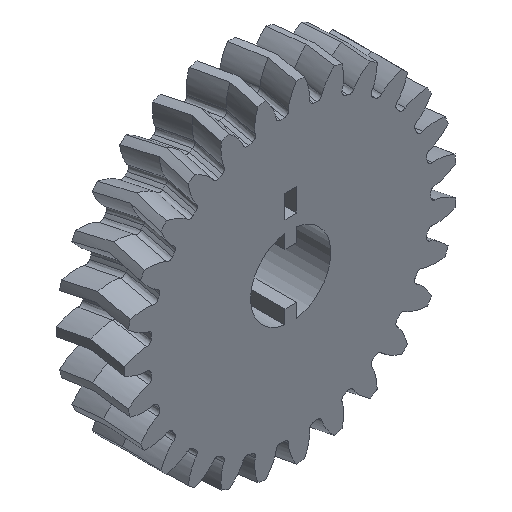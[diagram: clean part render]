
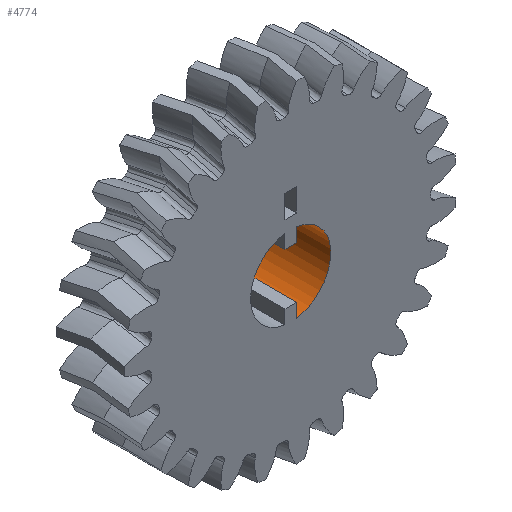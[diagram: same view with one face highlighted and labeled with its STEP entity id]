
A CAD part, isometric view. The second image highlights one B-rep face of the part: STEP entity #4774.
In plain terms, the highlighted cylindrical face has radius 3.5 mm (diameter 7 mm), a partial arc.
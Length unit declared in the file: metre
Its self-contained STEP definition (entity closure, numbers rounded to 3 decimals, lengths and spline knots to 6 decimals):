
#553=CYLINDRICAL_SURFACE('',#5210,0.0035);
#809=LINE('',#8299,#841);
#810=LINE('',#8301,#842);
#841=VECTOR('',#5736,1.);
#842=VECTOR('',#5737,1.);
#1039=ORIENTED_EDGE('',*,*,#2676,.F.);
#1040=ORIENTED_EDGE('',*,*,#2499,.T.);
#1041=ORIENTED_EDGE('',*,*,#2677,.T.);
#1042=ORIENTED_EDGE('',*,*,#2678,.F.);
#2499=EDGE_CURVE('',#3318,#3319,#3828,.T.);
#2676=EDGE_CURVE('',#3318,#3494,#809,.T.);
#2677=EDGE_CURVE('',#3319,#3495,#810,.T.);
#2678=EDGE_CURVE('',#3494,#3495,#3939,.T.);
#3318=VERTEX_POINT('',#6325);
#3319=VERTEX_POINT('',#6326);
#3494=VERTEX_POINT('',#8300);
#3495=VERTEX_POINT('',#8302);
#3828=CIRCLE('',#5098,0.0035);
#3939=CIRCLE('',#5211,0.0035);
#4133=EDGE_LOOP('',(#1039,#1040,#1041,#1042));
#4448=FACE_BOUND('',#4133,.T.);
#4774=ADVANCED_FACE('',(#4448),#553,.F.);
#5098=AXIS2_PLACEMENT_3D('',#6324,#5498,#5499);
#5210=AXIS2_PLACEMENT_3D('',#8298,#5734,#5735);
#5211=AXIS2_PLACEMENT_3D('',#8303,#5738,#5739);
#5498=DIRECTION('',(0.,-1.,0.));
#5499=DIRECTION('',(0.,0.,-1.));
#5734=DIRECTION('',(0.,1.,0.));
#5735=DIRECTION('',(0.,0.,1.));
#5736=DIRECTION('',(0.,1.,0.));
#5737=DIRECTION('',(0.,1.,0.));
#5738=DIRECTION('',(0.,-1.,0.));
#5739=DIRECTION('',(0.,0.,-1.));
#6324=CARTESIAN_POINT('',(0.,-0.003,0.));
#6325=CARTESIAN_POINT('',(0.0005,-0.003,-0.003464));
#6326=CARTESIAN_POINT('',(0.0005,-0.003,0.003464));
#8298=CARTESIAN_POINT('',(0.,-0.003,0.));
#8299=CARTESIAN_POINT('',(0.0005,-0.003,-0.003464));
#8300=CARTESIAN_POINT('',(0.0005,0.003,-0.003464));
#8301=CARTESIAN_POINT('',(0.0005,-0.003,0.003464));
#8302=CARTESIAN_POINT('',(0.0005,0.003,0.003464));
#8303=CARTESIAN_POINT('',(0.,0.003,0.));
